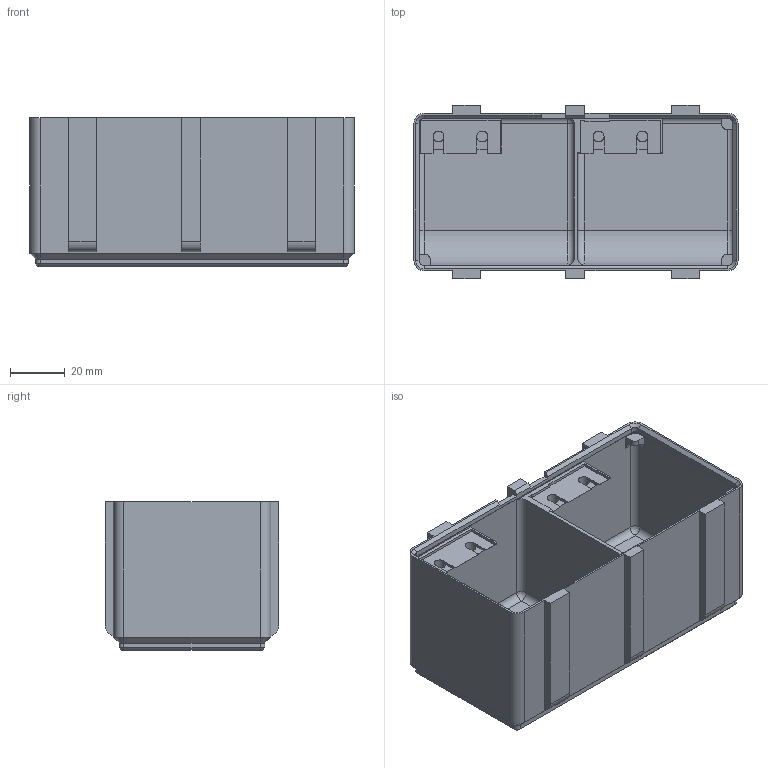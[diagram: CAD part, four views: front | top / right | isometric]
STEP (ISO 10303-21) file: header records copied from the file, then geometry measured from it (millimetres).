
FILE_DESCRIPTION(/* description */ ('','CAx-IF Rec.Pracs.---Representation and Presentation of Product Manufacturing Information (PMI)---4.0---2014-10-13'),/* implementation_level */ '2;1');
FILE_NAME(/* name */ 'Top Side 2x1x1 v3.step',/* time_stamp */ '2025-02-21T11:42:51+01:00',/* author */ (''),/* organization */ (''),/* preprocessor_version */ 'ST-DEVELOPER v20',/* originating_system */ 'Autodesk Translation Framework v13.20.0.188',/* authorisation */ '');
FILE_SCHEMA (('AP242_MANAGED_MODEL_BASED_3D_ENGINEERING_MIM_LF { 1 0 10303 442 1 1 4 }'));
Length unit declared in the file: millimetre
Products named in the file (2): Top Side 2x1x1; Gridfinity bin 1x1x7
Assembly tree (1 placements, depth 2):
  Top Side 2x1x1
    Gridfinity bin 1x1x7
Bounding box: 118.5 x 63.5 x 54.2 mm (x, y, z)
Volume: 81322.3 mm3; surface area: 54672.2 mm2
Topology: 1 solids, 1 shells, 185 faces, 489 edges, 299 vertices
Faces by surface type: plane 103, cylinder 57, cone 14, sphere 4, torus 4, bspline 3
Full cylindrical faces by diameter (mm): 4 x4
Entity records: 5786 total; most frequent: CARTESIAN_POINT 1097, DIRECTION 984, ORIENTED_EDGE 972, EDGE_CURVE 486, LINE 346, VECTOR 346, AXIS2_PLACEMENT_3D 319, VERTEX_POINT 299
